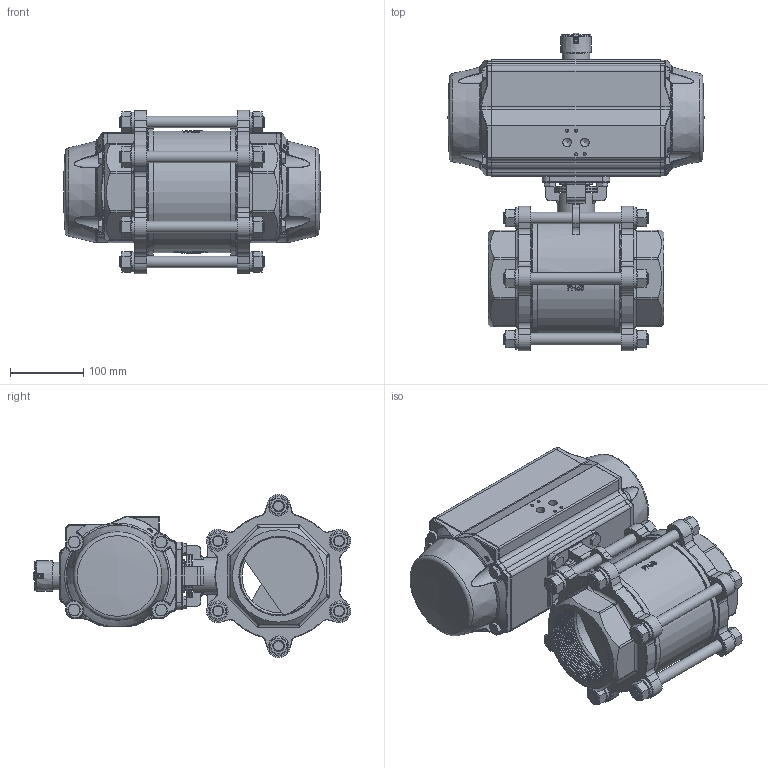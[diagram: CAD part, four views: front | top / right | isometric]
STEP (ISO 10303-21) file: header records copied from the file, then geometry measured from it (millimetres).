
FILE_DESCRIPTION(/* description */ ('Unknown'),/* implementation_level */ '2;1');
FILE_NAME(/* name */ 'DW07 9323-12',/* time_stamp */ '2022-10-24T13:39:36+02:00',/* author */ ('Unknown'),/* organization */ ('Unknown'),/* preprocessor_version */ 'ST-DEVELOPER v16.7',/* originating_system */ 'Solid Edge',/* authorisation */ 'Unknown');
FILE_SCHEMA (('AUTOMOTIVE_DESIGN {1 0 10303 214 3 1 1}'));
Products named in the file (13): DW333-8.112.100; 8.112.100; Gewindestange M16; Körper 8.112.100; M10x20; DW07_FR06_(DW333_FR248); KP-125; ָʾ; 硌尨釱; 硌尨梓尨_酴伎; 指示标示(黄色）_红色; cup head nib bolts with large head gb_GB_FASTENER_BOLT_CHNBW M6X25-N; hexagon head bolts--product grade c gb_GB_FASTENER_BOLT_HHBC M10X45-N
Assembly tree (29 placements, depth 4):
  DW333-8.112.100
    8.112.100
      Gewindestange M16  x6
      Körper 8.112.100
    M10x20  x4
    DW07_FR06_(DW333_FR248)
      KP-125
      ָʾ
        硌尨釱
        硌尨梓尨_酴伎  x2
        指示标示(黄色）_红色  x2
      cup head nib bolts with large head gb_GB_FASTENER_BOLT_CHNBW M6X25-N
      hexagon head bolts--product grade c gb_GB_FASTENER_BOLT_HHBC M10X45-N  x8
Bounding box: 349.9 x 434.16 x 223.09 mm (x, y, z)
Volume: 9870253.4 mm3; surface area: 656554.6 mm2
Topology: 26 solids, 26 shells, 2168 faces, 5324 edges, 3247 vertices
Faces by surface type: plane 745, cylinder 561, bspline 417, torus 223, cone 203, sphere 19
Full cylindrical faces by diameter (mm): 3 x16, 3.3 x8, 4.2 x8, 4.66 x1, 5 x1, 6 x1, 6.2 x1, 6.8 x4, 8.5 x12, 10 x12, 10.506 x4, 11.8 x2, 15.72 x18, 17.2 x2, 17.5 x12, 32 x1, 36.5 x1, 38 x1, 38.5 x1, 40 x1, 51 x1, 57.16 x2, 64 x1, 100 x1, 166 x1, 173 x2
Entity records: 99269 total; most frequent: CARTESIAN_POINT 59086, ORIENTED_EDGE 8572, DIRECTION 7505, EDGE_CURVE 4286, AXIS2_PLACEMENT_3D 2934, VERTEX_POINT 2756, FACE_BOUND 2184, EDGE_LOOP 2161
